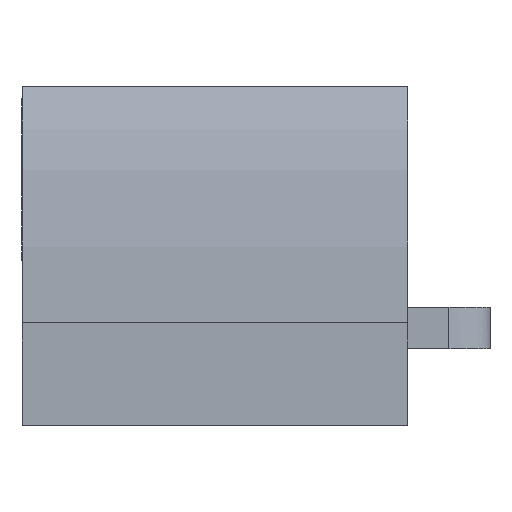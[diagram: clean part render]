
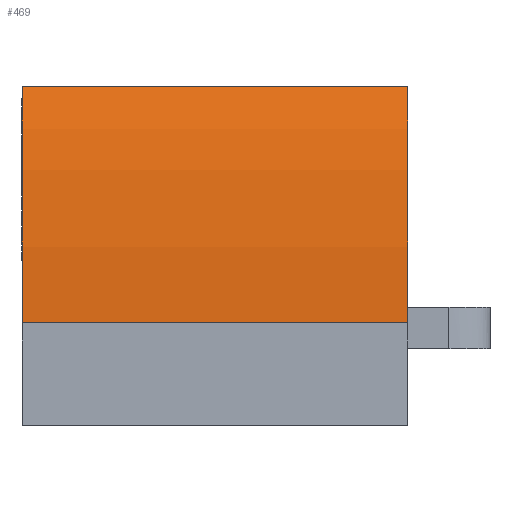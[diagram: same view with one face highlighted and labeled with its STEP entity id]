
A CAD part, left-side view. The second image highlights one B-rep face of the part: STEP entity #469.
In plain terms, the highlighted free-form (B-spline) face has degree [3, 1] with [5, 2] control points.
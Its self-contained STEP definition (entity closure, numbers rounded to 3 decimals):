
#69 = CARTESIAN_POINT ( 'NONE',  ( -38.273, 18.307, 21.734 ) ) ;
#110 = CARTESIAN_POINT ( 'NONE',  ( -38.273, -44.445, 21.734 ) ) ;
#140 = CARTESIAN_POINT ( 'NONE',  ( -41.606, 18.307, 2.568 ) ) ;
#179 = CARTESIAN_POINT ( 'NONE',  ( -41.456, 18.307, 7.704 ) ) ;
#304 = CARTESIAN_POINT ( 'NONE',  ( -41.606, -12.943, 2.568 ) ) ;
#313 = VERTEX_POINT ( 'NONE', #1424 ) ;
#314 = CARTESIAN_POINT ( 'NONE',  ( -41.456, -12.943, 7.704 ) ) ;
#338 = CARTESIAN_POINT ( 'NONE',  ( -41.606, 18.307, 5.151 ) ) ;
#344 = CARTESIAN_POINT ( 'NONE',  ( -40.636, -12.943, 16.71 ) ) ;
#401 = CARTESIAN_POINT ( 'NONE',  ( -38.273, 18.307, 21.734 ) ) ;
#417 = EDGE_CURVE ( 'NONE', #1076, #1085, #918, .T. ) ;
#453 = CARTESIAN_POINT ( 'NONE',  ( -41.606, 18.307, 2.568 ) ) ;
#469 = ADVANCED_FACE ( 'NONE', ( #1492 ), #1260, .T. ) ;
#503 = CARTESIAN_POINT ( 'NONE',  ( -41.606, -12.943, 2.568 ) ) ;
#528 = CARTESIAN_POINT ( 'NONE',  ( -41.456, 18.307, 7.704 ) ) ;
#579 = CARTESIAN_POINT ( 'NONE',  ( -40.636, -12.943, 16.71 ) ) ;
#581 = VECTOR ( 'NONE', #838, 1000. ) ;
#610 = DIRECTION ( 'NONE',  ( 0., 1., 0. ) ) ;
#613 = ORIENTED_EDGE ( 'NONE', *, *, #1054, .T. ) ;
#620 = CARTESIAN_POINT ( 'NONE',  ( -41.606, -12.943, 5.151 ) ) ;
#693 = ORIENTED_EDGE ( 'NONE', *, *, #417, .F. ) ;
#804 = CARTESIAN_POINT ( 'NONE',  ( -38.273, -12.943, 21.734 ) ) ;
#838 = DIRECTION ( 'NONE',  ( 0., -1., 0. ) ) ;
#874 = CARTESIAN_POINT ( 'NONE',  ( -38.273, 18.307, 21.734 ) ) ;
#896 = EDGE_CURVE ( 'NONE', #1076, #313, #1626, .T. ) ;
#918 = B_SPLINE_CURVE_WITH_KNOTS ( 'NONE', 3,
 ( #140, #1217, #528, #1353, #401 ),
 .UNSPECIFIED., .F., .F.,
 ( 4, 1, 4 ),
 ( 0., 0.442, 1. ),
 .UNSPECIFIED. ) ;
#952 = CARTESIAN_POINT ( 'NONE',  ( -38.273, -12.943, 21.734 ) ) ;
#1023 = CARTESIAN_POINT ( 'NONE',  ( -41.456, -12.943, 7.704 ) ) ;
#1054 = EDGE_CURVE ( 'NONE', #1483, #1085, #1269, .T. ) ;
#1074 = EDGE_CURVE ( 'NONE', #313, #1483, #1488, .T. ) ;
#1076 = VERTEX_POINT ( 'NONE', #1544 ) ;
#1085 = VERTEX_POINT ( 'NONE', #874 ) ;
#1106 = EDGE_LOOP ( 'NONE', ( #1499, #1235, #613, #693 ) ) ;
#1217 = CARTESIAN_POINT ( 'NONE',  ( -41.606, 18.307, 5.151 ) ) ;
#1235 = ORIENTED_EDGE ( 'NONE', *, *, #1074, .T. ) ;
#1260 = B_SPLINE_SURFACE_WITH_KNOTS ( 'NONE', 3, 1, ( 
 ( #1647, #453 ),
 ( #1524, #338 ),
 ( #314, #179 ),
 ( #579, #1262 ),
 ( #952, #69 ) ),
 .UNSPECIFIED., .F., .F., .F.,
 ( 4, 1, 4 ),
 ( 2, 2 ),
 ( 0., 0.442, 1. ),
 ( 0., 1. ),
 .UNSPECIFIED. ) ;
#1262 = CARTESIAN_POINT ( 'NONE',  ( -40.636, 18.307, 16.71 ) ) ;
#1269 = LINE ( 'NONE', #110, #1551 ) ;
#1353 = CARTESIAN_POINT ( 'NONE',  ( -40.636, 18.307, 16.71 ) ) ;
#1424 = CARTESIAN_POINT ( 'NONE',  ( -41.606, -12.943, 2.568 ) ) ;
#1483 = VERTEX_POINT ( 'NONE', #804 ) ;
#1488 = B_SPLINE_CURVE_WITH_KNOTS ( 'NONE', 3,
 ( #503, #620, #1023, #344, #1560 ),
 .UNSPECIFIED., .F., .F.,
 ( 4, 1, 4 ),
 ( 0., 0.442, 1. ),
 .UNSPECIFIED. ) ;
#1492 = FACE_OUTER_BOUND ( 'NONE', #1106, .T. ) ;
#1499 = ORIENTED_EDGE ( 'NONE', *, *, #896, .T. ) ;
#1524 = CARTESIAN_POINT ( 'NONE',  ( -41.606, -12.943, 5.151 ) ) ;
#1544 = CARTESIAN_POINT ( 'NONE',  ( -41.606, 18.307, 2.568 ) ) ;
#1551 = VECTOR ( 'NONE', #610, 1000. ) ;
#1560 = CARTESIAN_POINT ( 'NONE',  ( -38.273, -12.943, 21.734 ) ) ;
#1626 = LINE ( 'NONE', #304, #581 ) ;
#1647 = CARTESIAN_POINT ( 'NONE',  ( -41.606, -12.943, 2.568 ) ) ;
